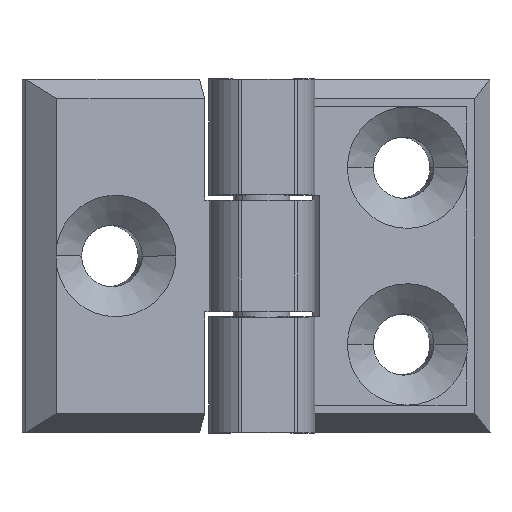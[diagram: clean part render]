
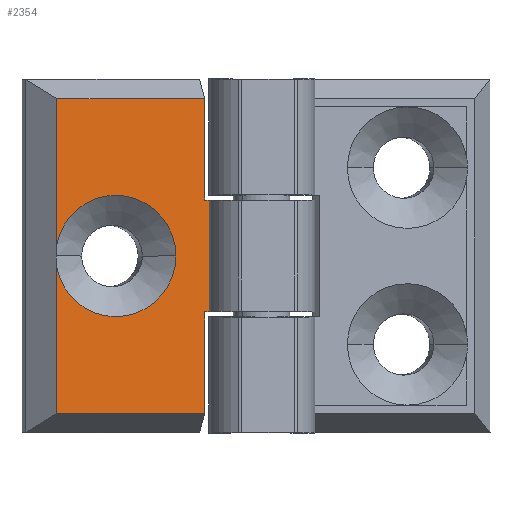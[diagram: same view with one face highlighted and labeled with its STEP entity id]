
A CAD part, top view. The second image highlights one B-rep face of the part: STEP entity #2354.
In plain terms, the highlighted planar face has unit normal (0.141, 0, 0.99).
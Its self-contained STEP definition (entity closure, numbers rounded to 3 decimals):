
#109 = DIRECTION ( 'NONE',  ( -0.99, 0., 0.141 ) ) ;
#163 = CIRCLE ( 'NONE', #5417, 5.15 ) ;
#238 = DIRECTION ( 'NONE',  ( 0., 1., 0. ) ) ;
#356 = EDGE_CURVE ( 'NONE', #8169, #6257, #7020, .T. ) ;
#452 = CARTESIAN_POINT ( 'NONE',  ( 20.156, -31.003, 15.406 ) ) ;
#465 = VECTOR ( 'NONE', #6200, 1000. ) ;
#650 = VECTOR ( 'NONE', #238, 1000. ) ;
#766 = DIRECTION ( 'NONE',  ( 0., 1., 0. ) ) ;
#973 = DIRECTION ( 'NONE',  ( 0.99, 0., -0.141 ) ) ;
#1087 = CARTESIAN_POINT ( 'NONE',  ( 12.612, -17.643, 16.483 ) ) ;
#1109 = DIRECTION ( 'NONE',  ( 0.99, 0., -0.141 ) ) ;
#1771 = PLANE ( 'NONE',  #3728 ) ;
#1818 = ORIENTED_EDGE ( 'NONE', *, *, #2951, .T. ) ;
#1860 = DIRECTION ( 'NONE',  ( 0.99, 0., -0.141 ) ) ;
#1873 = CARTESIAN_POINT ( 'NONE',  ( 7.603, -18.602, 17.199 ) ) ;
#1981 = VERTEX_POINT ( 'NONE', #8339 ) ;
#2084 = CARTESIAN_POINT ( 'NONE',  ( 7.603, -31.003, 17.199 ) ) ;
#2189 = LINE ( 'NONE', #8213, #5157 ) ;
#2300 = EDGE_CURVE ( 'NONE', #1981, #6257, #3046, .T. ) ;
#2354 = ADVANCED_FACE ( 'NONE', ( #8364 ), #1771, .T. ) ;
#2412 = EDGE_CURVE ( 'NONE', #2477, #2603, #4181, .T. ) ;
#2477 = VERTEX_POINT ( 'NONE', #2849 ) ;
#2487 = ORIENTED_EDGE ( 'NONE', *, *, #2412, .T. ) ;
#2539 = DIRECTION ( 'NONE',  ( 0.99, 0., -0.141 ) ) ;
#2592 = VECTOR ( 'NONE', #5759, 1000. ) ;
#2603 = VERTEX_POINT ( 'NONE', #7202 ) ;
#2659 = VERTEX_POINT ( 'NONE', #7157 ) ;
#2849 = CARTESIAN_POINT ( 'NONE',  ( 20.156, -4.284, 15.406 ) ) ;
#2890 = VECTOR ( 'NONE', #3237, 1000. ) ;
#2951 = EDGE_CURVE ( 'NONE', #6381, #2477, #3903, .T. ) ;
#3046 = LINE ( 'NONE', #8537, #2592 ) ;
#3233 = CARTESIAN_POINT ( 'NONE',  ( 20.156, -22.393, 15.406 ) ) ;
#3237 = DIRECTION ( 'NONE',  ( 0., 1., 0. ) ) ;
#3351 = VECTOR ( 'NONE', #1109, 1000. ) ;
#3442 = EDGE_CURVE ( 'NONE', #4763, #6204, #8160, .T. ) ;
#3624 = LINE ( 'NONE', #5628, #465 ) ;
#3660 = EDGE_CURVE ( 'NONE', #5906, #7683, #163, .T. ) ;
#3711 = CARTESIAN_POINT ( 'NONE',  ( 21.027, -31.003, 15.282 ) ) ;
#3728 = AXIS2_PLACEMENT_3D ( 'NONE', #7040, #4419, #973 ) ;
#3880 = AXIS2_PLACEMENT_3D ( 'NONE', #1087, #8609, #2539 ) ;
#3903 = LINE ( 'NONE', #6612, #2890 ) ;
#3975 = LINE ( 'NONE', #5447, #4490 ) ;
#4181 = LINE ( 'NONE', #6182, #7000 ) ;
#4235 = EDGE_CURVE ( 'NONE', #7683, #4763, #6722, .T. ) ;
#4339 = ORIENTED_EDGE ( 'NONE', *, *, #6270, .T. ) ;
#4419 = DIRECTION ( 'NONE',  ( 0.141, 0., 0.99 ) ) ;
#4460 = ORIENTED_EDGE ( 'NONE', *, *, #7288, .T. ) ;
#4490 = VECTOR ( 'NONE', #8142, 1000. ) ;
#4641 = EDGE_CURVE ( 'NONE', #1981, #2659, #2189, .T. ) ;
#4652 = CARTESIAN_POINT ( 'NONE',  ( 12.612, -17.643, 16.483 ) ) ;
#4763 = VERTEX_POINT ( 'NONE', #1873 ) ;
#4846 = VECTOR ( 'NONE', #5593, 1000. ) ;
#5157 = VECTOR ( 'NONE', #766, 1000. ) ;
#5417 = AXIS2_PLACEMENT_3D ( 'NONE', #4652, #7924, #1860 ) ;
#5447 = CARTESIAN_POINT ( 'NONE',  ( 29.936, -12.893, 14.009 ) ) ;
#5593 = DIRECTION ( 'NONE',  ( 0., -1., 0. ) ) ;
#5628 = CARTESIAN_POINT ( 'NONE',  ( 7.603, -4.483, 17.199 ) ) ;
#5748 = CARTESIAN_POINT ( 'NONE',  ( 17.71, -17.643, 15.755 ) ) ;
#5759 = DIRECTION ( 'NONE',  ( -0.99, 0., 0.141 ) ) ;
#5826 = ORIENTED_EDGE ( 'NONE', *, *, #3660, .T. ) ;
#5906 = VERTEX_POINT ( 'NONE', #7282 ) ;
#6182 = CARTESIAN_POINT ( 'NONE',  ( 21.027, -4.284, 15.282 ) ) ;
#6200 = DIRECTION ( 'NONE',  ( 0., -1., 0. ) ) ;
#6204 = VERTEX_POINT ( 'NONE', #2084 ) ;
#6257 = VERTEX_POINT ( 'NONE', #3233 ) ;
#6270 = EDGE_CURVE ( 'NONE', #2603, #5906, #3624, .T. ) ;
#6381 = VERTEX_POINT ( 'NONE', #8493 ) ;
#6488 = ORIENTED_EDGE ( 'NONE', *, *, #4641, .T. ) ;
#6612 = CARTESIAN_POINT ( 'NONE',  ( 20.156, -4.483, 15.406 ) ) ;
#6722 = CIRCLE ( 'NONE', #3880, 5.15 ) ;
#6742 = ORIENTED_EDGE ( 'NONE', *, *, #4235, .T. ) ;
#6916 = CARTESIAN_POINT ( 'NONE',  ( 7.603, -4.483, 17.199 ) ) ;
#7000 = VECTOR ( 'NONE', #109, 1000. ) ;
#7020 = LINE ( 'NONE', #7679, #650 ) ;
#7036 = EDGE_LOOP ( 'NONE', ( #1818, #2487, #4339, #5826, #6742, #7861, #4460, #7789, #7772, #6488, #8329 ) ) ;
#7040 = CARTESIAN_POINT ( 'NONE',  ( 21.027, -4.483, 15.282 ) ) ;
#7157 = CARTESIAN_POINT ( 'NONE',  ( 20.532, -12.893, 15.352 ) ) ;
#7202 = CARTESIAN_POINT ( 'NONE',  ( 7.603, -4.284, 17.199 ) ) ;
#7282 = CARTESIAN_POINT ( 'NONE',  ( 7.603, -16.684, 17.199 ) ) ;
#7288 = EDGE_CURVE ( 'NONE', #6204, #8169, #8496, .T. ) ;
#7407 = EDGE_CURVE ( 'NONE', #6381, #2659, #3975, .T. ) ;
#7679 = CARTESIAN_POINT ( 'NONE',  ( 20.156, -4.483, 15.406 ) ) ;
#7683 = VERTEX_POINT ( 'NONE', #5748 ) ;
#7772 = ORIENTED_EDGE ( 'NONE', *, *, #2300, .F. ) ;
#7789 = ORIENTED_EDGE ( 'NONE', *, *, #356, .T. ) ;
#7861 = ORIENTED_EDGE ( 'NONE', *, *, #3442, .T. ) ;
#7924 = DIRECTION ( 'NONE',  ( -0.141, 0., -0.99 ) ) ;
#8142 = DIRECTION ( 'NONE',  ( 0.99, 0., -0.141 ) ) ;
#8160 = LINE ( 'NONE', #6916, #4846 ) ;
#8169 = VERTEX_POINT ( 'NONE', #452 ) ;
#8213 = CARTESIAN_POINT ( 'NONE',  ( 20.532, -4.483, 15.352 ) ) ;
#8329 = ORIENTED_EDGE ( 'NONE', *, *, #7407, .F. ) ;
#8339 = CARTESIAN_POINT ( 'NONE',  ( 20.532, -22.393, 15.352 ) ) ;
#8364 = FACE_OUTER_BOUND ( 'NONE', #7036, .T. ) ;
#8493 = CARTESIAN_POINT ( 'NONE',  ( 20.156, -12.893, 15.406 ) ) ;
#8496 = LINE ( 'NONE', #3711, #3351 ) ;
#8537 = CARTESIAN_POINT ( 'NONE',  ( 29.936, -22.393, 14.009 ) ) ;
#8609 = DIRECTION ( 'NONE',  ( -0.141, 0., -0.99 ) ) ;
